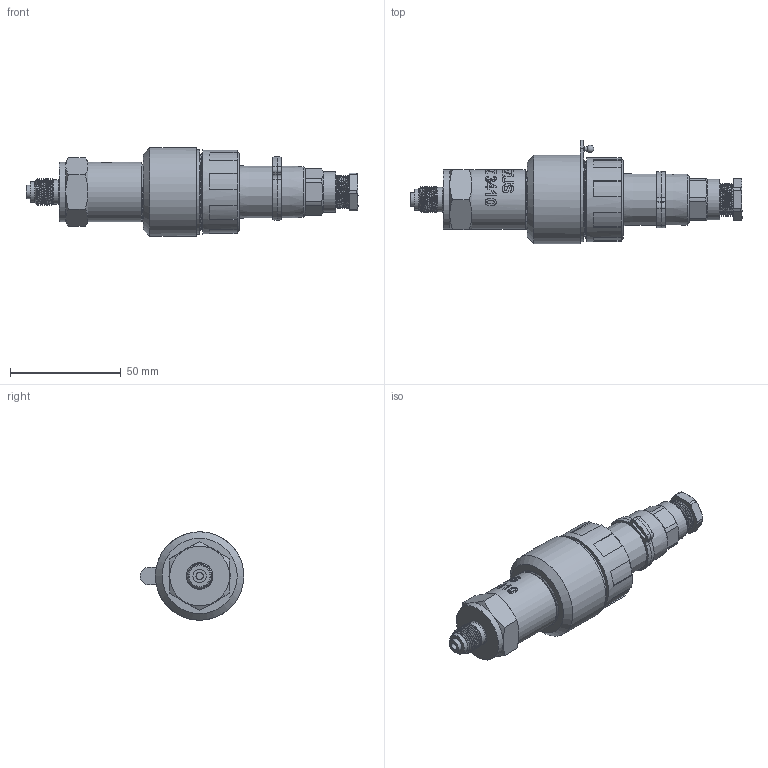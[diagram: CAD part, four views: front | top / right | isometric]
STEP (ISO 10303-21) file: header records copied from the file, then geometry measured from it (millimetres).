
FILE_DESCRIPTION(/* description */ (''),/* implementation_level */ '2;1');
FILE_NAME(/* name */ 'APZ3410_9_Buccaneer.step',/* time_stamp */ '2021-06-25T13:20:07+03:00',/* author */ (''),/* organization */ (''),/* preprocessor_version */ 'ST-DEVELOPER v18.1',/* originating_system */ 'Autodesk Translation Framework v10.9.0.1377',/* authorisation */ '');
FILE_SCHEMA (('AUTOMOTIVE_DESIGN { 1 0 10303 214 3 1 1 }'));
Products named in the file (9): апз3410_filled; Buccaneer assembly v5; Bucaneer female v5; px0736-s; px0736-s_2; Bucaneer male v11; px0735-p; px0735-p_1; M12x1 EN
Assembly tree (8 placements, depth 5):
  апз3410_filled
    Buccaneer assembly v5
      Bucaneer female v5
        px0736-s
          px0736-s_2
      Bucaneer male v11
        px0735-p
          px0735-p_1
    M12x1 EN
Bounding box: 150.07 x 46.89 x 40 mm (x, y, z)
Volume: 75255.2 mm3; surface area: 47619 mm2
Topology: 13 solids, 17 shells, 1661 faces, 4577 edges, 3009 vertices
Faces by surface type: plane 1011, bspline 268, cylinder 235, cone 122, torus 14, sphere 11
Full cylindrical faces by diameter (mm): 2.03 x1, 2.413 x4, 2.439 x6, 2.459 x2, 2.464 x2, 2.87 x4, 3 x4, 3.3 x1, 3.302 x6, 3.734 x2, 4.1 x6, 4.19 x2, 4.47 x2, 6 x1, 8.255 x1, 9.5 x1, 9.53 x2, 10.741 x6, 11 x1, 11.884 x6, 11.938 x1, 12.09 x1, 13.716 x1, 13.741 x5, 14.021 x1, 14.884 x6, 15.062 x9, 16.61 x1, 17 x1, 18 x1
Entity records: 86844 total; most frequent: CARTESIAN_POINT 46388, ORIENTED_EDGE 9128, DIRECTION 7089, EDGE_CURVE 4564, VERTEX_POINT 3009, LINE 2943, VECTOR 2943, AXIS2_PLACEMENT_3D 2073
